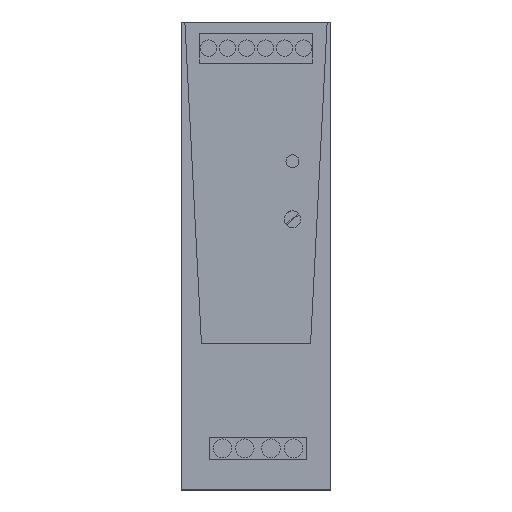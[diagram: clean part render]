
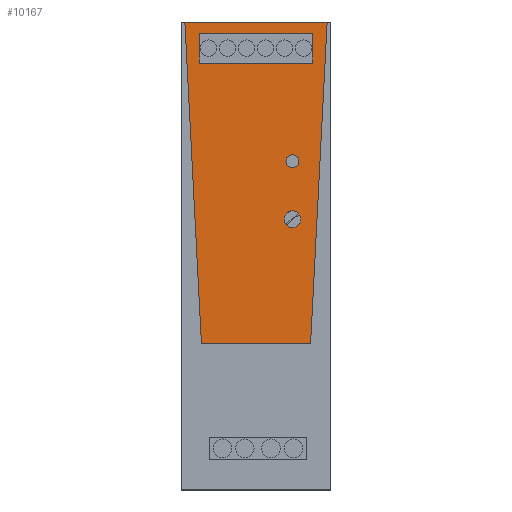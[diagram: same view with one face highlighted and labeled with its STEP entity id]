
A CAD part, top view. The second image highlights one B-rep face of the part: STEP entity #10167.
In plain terms, the highlighted planar face has unit normal (0, 0, 1).
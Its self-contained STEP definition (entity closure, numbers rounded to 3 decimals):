
#9709=AXIS2_PLACEMENT_3D('Plane Axis2P3D',#9706,#9707,#9708) ;
#10099=AXIS2_PLACEMENT_3D('Circle Axis2P3D',#10097,#10098,$) ;
#10108=AXIS2_PLACEMENT_3D('Circle Axis2P3D',#10106,#10107,$) ;
#10117=AXIS2_PLACEMENT_3D('Circle Axis2P3D',#10115,#10116,$) ;
#10126=AXIS2_PLACEMENT_3D('Circle Axis2P3D',#10124,#10125,$) ;
#9706=CARTESIAN_POINT('Axis2P3D Location',(0.,0.,109.075)) ;
#10063=CARTESIAN_POINT('Line Origine',(20.,39.1,109.075)) ;
#10067=CARTESIAN_POINT('Vertex',(5.4,39.1,109.075)) ;
#10069=CARTESIAN_POINT('Vertex',(34.6,39.1,109.075)) ;
#10072=CARTESIAN_POINT('Line Origine',(36.813,82.05,109.075)) ;
#10076=CARTESIAN_POINT('Vertex',(39.026,125.,109.075)) ;
#10079=CARTESIAN_POINT('Line Origine',(20.,125.,109.075)) ;
#10083=CARTESIAN_POINT('Vertex',(0.974,125.,109.075)) ;
#10086=CARTESIAN_POINT('Line Origine',(3.187,82.05,109.075)) ;
#10097=CARTESIAN_POINT('Axis2P3D Location',(29.75,87.75,109.075)) ;
#10101=CARTESIAN_POINT('Vertex',(28.,87.75,109.075)) ;
#10103=CARTESIAN_POINT('Vertex',(31.5,87.75,109.075)) ;
#10106=CARTESIAN_POINT('Axis2P3D Location',(29.75,87.75,109.075)) ;
#10115=CARTESIAN_POINT('Axis2P3D Location',(29.75,72.25,109.075)) ;
#10119=CARTESIAN_POINT('Vertex',(27.5,72.25,109.075)) ;
#10121=CARTESIAN_POINT('Vertex',(32.,72.25,109.075)) ;
#10124=CARTESIAN_POINT('Axis2P3D Location',(29.75,72.25,109.075)) ;
#10133=CARTESIAN_POINT('Line Origine',(35.24,118.,109.075)) ;
#10137=CARTESIAN_POINT('Vertex',(35.24,122.,109.075)) ;
#10139=CARTESIAN_POINT('Vertex',(35.24,114.,109.075)) ;
#10142=CARTESIAN_POINT('Line Origine',(20.,114.,109.075)) ;
#10146=CARTESIAN_POINT('Vertex',(4.76,114.,109.075)) ;
#10149=CARTESIAN_POINT('Line Origine',(4.76,118.,109.075)) ;
#10153=CARTESIAN_POINT('Vertex',(4.76,122.,109.075)) ;
#10156=CARTESIAN_POINT('Line Origine',(20.,122.,109.075)) ;
#9707=DIRECTION('Axis2P3D Direction',(0.,0.,1.)) ;
#9708=DIRECTION('Axis2P3D XDirection',(1.,0.,0.)) ;
#10064=DIRECTION('Vector Direction',(1.,0.,0.)) ;
#10073=DIRECTION('Vector Direction',(-0.051,-0.999,0.)) ;
#10080=DIRECTION('Vector Direction',(-1.,0.,0.)) ;
#10087=DIRECTION('Vector Direction',(-0.051,0.999,0.)) ;
#10098=DIRECTION('Axis2P3D Direction',(0.,0.,1.)) ;
#10107=DIRECTION('Axis2P3D Direction',(0.,0.,1.)) ;
#10116=DIRECTION('Axis2P3D Direction',(0.,0.,1.)) ;
#10125=DIRECTION('Axis2P3D Direction',(0.,0.,1.)) ;
#10134=DIRECTION('Vector Direction',(0.,-1.,0.)) ;
#10143=DIRECTION('Vector Direction',(-1.,0.,0.)) ;
#10150=DIRECTION('Vector Direction',(0.,-1.,0.)) ;
#10157=DIRECTION('Vector Direction',(-1.,0.,0.)) ;
#10065=VECTOR('Line Direction',#10064,1.) ;
#10074=VECTOR('Line Direction',#10073,1.) ;
#10081=VECTOR('Line Direction',#10080,1.) ;
#10088=VECTOR('Line Direction',#10087,1.) ;
#10135=VECTOR('Line Direction',#10134,1.) ;
#10144=VECTOR('Line Direction',#10143,1.) ;
#10151=VECTOR('Line Direction',#10150,1.) ;
#10158=VECTOR('Line Direction',#10157,1.) ;
#10092=ORIENTED_EDGE('',*,*,#10071,.T.) ;
#10093=ORIENTED_EDGE('',*,*,#10078,.F.) ;
#10094=ORIENTED_EDGE('',*,*,#10085,.T.) ;
#10095=ORIENTED_EDGE('',*,*,#10090,.F.) ;
#10112=ORIENTED_EDGE('',*,*,#10105,.F.) ;
#10113=ORIENTED_EDGE('',*,*,#10110,.F.) ;
#10130=ORIENTED_EDGE('',*,*,#10123,.F.) ;
#10131=ORIENTED_EDGE('',*,*,#10128,.F.) ;
#10162=ORIENTED_EDGE('',*,*,#10141,.T.) ;
#10163=ORIENTED_EDGE('',*,*,#10148,.T.) ;
#10164=ORIENTED_EDGE('',*,*,#10155,.F.) ;
#10165=ORIENTED_EDGE('',*,*,#10160,.F.) ;
#10114=FACE_BOUND('',#10111,.T.) ;
#10132=FACE_BOUND('',#10129,.T.) ;
#10166=FACE_BOUND('',#10161,.T.) ;
#10167=ADVANCED_FACE('AUFDRUCK_ORANGE',(#10096,#10114,#10132,#10166),#9710,.T.) ;
#10100=CIRCLE('generated circle',#10099,1.75) ;
#10109=CIRCLE('generated circle',#10108,1.75) ;
#10118=CIRCLE('generated circle',#10117,2.25) ;
#10127=CIRCLE('generated circle',#10126,2.25) ;
#10071=EDGE_CURVE('',#10068,#10070,#10066,.T.) ;
#10078=EDGE_CURVE('',#10077,#10070,#10075,.T.) ;
#10085=EDGE_CURVE('',#10077,#10084,#10082,.T.) ;
#10090=EDGE_CURVE('',#10068,#10084,#10089,.T.) ;
#10105=EDGE_CURVE('',#10102,#10104,#10100,.T.) ;
#10110=EDGE_CURVE('',#10104,#10102,#10109,.T.) ;
#10123=EDGE_CURVE('',#10120,#10122,#10118,.T.) ;
#10128=EDGE_CURVE('',#10122,#10120,#10127,.T.) ;
#10141=EDGE_CURVE('',#10138,#10140,#10136,.T.) ;
#10148=EDGE_CURVE('',#10140,#10147,#10145,.T.) ;
#10155=EDGE_CURVE('',#10154,#10147,#10152,.T.) ;
#10160=EDGE_CURVE('',#10138,#10154,#10159,.T.) ;
#10091=EDGE_LOOP('',(#10092,#10093,#10094,#10095)) ;
#10111=EDGE_LOOP('',(#10112,#10113)) ;
#10129=EDGE_LOOP('',(#10130,#10131)) ;
#10161=EDGE_LOOP('',(#10162,#10163,#10164,#10165)) ;
#10096=FACE_OUTER_BOUND('',#10091,.T.) ;
#10066=LINE('Line',#10063,#10065) ;
#10075=LINE('Line',#10072,#10074) ;
#10082=LINE('Line',#10079,#10081) ;
#10089=LINE('Line',#10086,#10088) ;
#10136=LINE('Line',#10133,#10135) ;
#10145=LINE('Line',#10142,#10144) ;
#10152=LINE('Line',#10149,#10151) ;
#10159=LINE('Line',#10156,#10158) ;
#9710=PLANE('',#9709) ;
#10068=VERTEX_POINT('',#10067) ;
#10070=VERTEX_POINT('',#10069) ;
#10077=VERTEX_POINT('',#10076) ;
#10084=VERTEX_POINT('',#10083) ;
#10102=VERTEX_POINT('',#10101) ;
#10104=VERTEX_POINT('',#10103) ;
#10120=VERTEX_POINT('',#10119) ;
#10122=VERTEX_POINT('',#10121) ;
#10138=VERTEX_POINT('',#10137) ;
#10140=VERTEX_POINT('',#10139) ;
#10147=VERTEX_POINT('',#10146) ;
#10154=VERTEX_POINT('',#10153) ;
